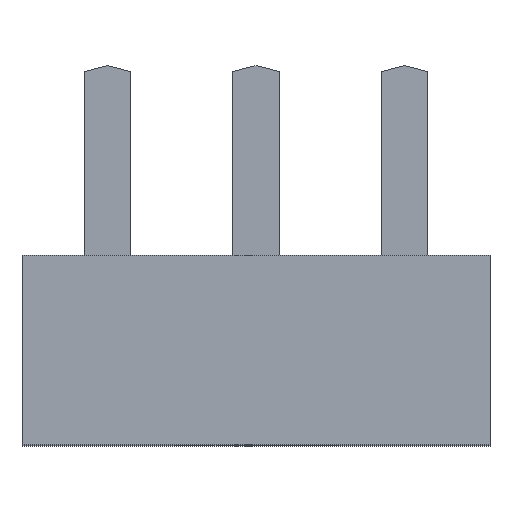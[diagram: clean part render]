
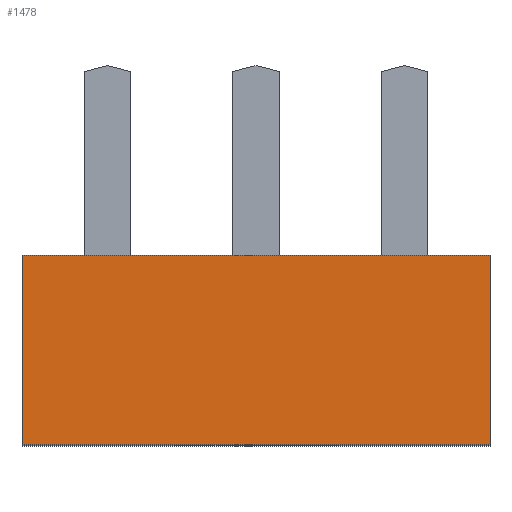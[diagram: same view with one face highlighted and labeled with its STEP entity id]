
A CAD part, top view. The second image highlights one B-rep face of the part: STEP entity #1478.
In plain terms, the highlighted planar face has unit normal (0, 0, 1).
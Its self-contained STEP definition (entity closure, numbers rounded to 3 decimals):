
#104=PLANE('',#1588);
#167=FACE_OUTER_BOUND('',#241,.T.);
#241=EDGE_LOOP('',(#1200,#1201,#1202,#1203));
#362=LINE('',#2238,#531);
#389=LINE('',#2294,#558);
#390=LINE('',#2297,#559);
#391=LINE('',#2298,#560);
#531=VECTOR('',#1817,1.);
#558=VECTOR('',#1856,1.);
#559=VECTOR('',#1859,1.);
#560=VECTOR('',#1860,1.);
#733=VERTEX_POINT('',#2235);
#734=VERTEX_POINT('',#2237);
#757=VERTEX_POINT('',#2292);
#758=VERTEX_POINT('',#2296);
#898=EDGE_CURVE('',#733,#734,#362,.T.);
#928=EDGE_CURVE('',#733,#757,#389,.T.);
#929=EDGE_CURVE('',#757,#758,#390,.T.);
#930=EDGE_CURVE('',#734,#758,#391,.T.);
#1200=ORIENTED_EDGE('',*,*,#928,.T.);
#1201=ORIENTED_EDGE('',*,*,#929,.T.);
#1202=ORIENTED_EDGE('',*,*,#930,.F.);
#1203=ORIENTED_EDGE('',*,*,#898,.F.);
#1478=ADVANCED_FACE('',(#167),#104,.T.);
#1588=AXIS2_PLACEMENT_3D('',#2295,#1857,#1858);
#1817=DIRECTION('',(0.,1.,0.));
#1856=DIRECTION('',(1.,0.,0.));
#1857=DIRECTION('center_axis',(0.,0.,1.));
#1858=DIRECTION('ref_axis',(0.,1.,0.));
#1859=DIRECTION('',(0.,1.,0.));
#1860=DIRECTION('',(1.,0.,0.));
#2235=CARTESIAN_POINT('',(-1.46,-1.24,14.));
#2237=CARTESIAN_POINT('',(-1.46,2.,14.));
#2238=CARTESIAN_POINT('',(-1.46,-1.24,14.));
#2292=CARTESIAN_POINT('',(6.54,-1.24,14.));
#2294=CARTESIAN_POINT('',(-1.46,-1.24,14.));
#2295=CARTESIAN_POINT('Origin',(-1.46,-1.24,14.));
#2296=CARTESIAN_POINT('',(6.54,2.,14.));
#2297=CARTESIAN_POINT('',(6.54,-1.24,14.));
#2298=CARTESIAN_POINT('',(-1.46,2.,14.));
